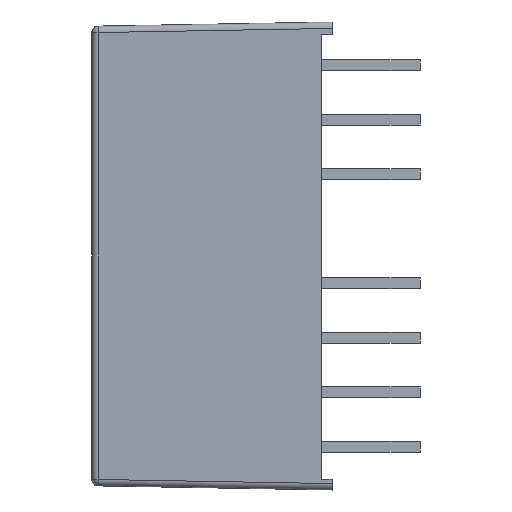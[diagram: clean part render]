
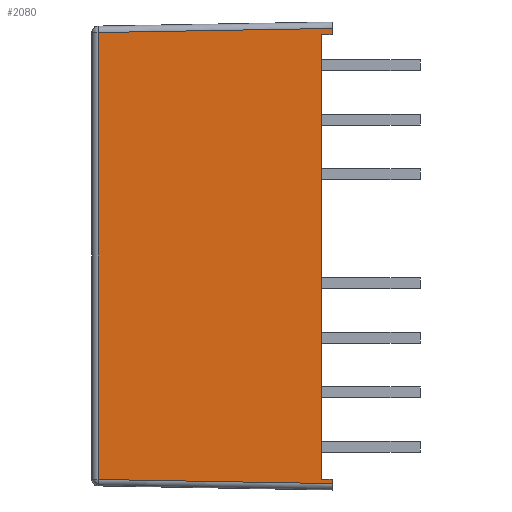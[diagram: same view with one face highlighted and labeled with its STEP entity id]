
A CAD part, left-side view. The second image highlights one B-rep face of the part: STEP entity #2080.
In plain terms, the highlighted planar face has unit normal (-1, 0.018, 0).
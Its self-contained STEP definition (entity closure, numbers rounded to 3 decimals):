
#15 = LINE ( 'NONE', #1338, #2060 ) ;
#98 = LINE ( 'NONE', #672, #1445 ) ;
#107 = CARTESIAN_POINT ( 'NONE',  ( -4.36, 10.905, 10.41 ) ) ;
#108 = VERTEX_POINT ( 'NONE', #1142 ) ;
#119 = VERTEX_POINT ( 'NONE', #1056 ) ;
#154 = DIRECTION ( 'NONE',  ( -0.017, -1., 0. ) ) ;
#172 = VECTOR ( 'NONE', #323, 1000. ) ;
#178 = DIRECTION ( 'NONE',  ( 0., 0., 1. ) ) ;
#190 = DIRECTION ( 'NONE',  ( -0.017, -1., -0.017 ) ) ;
#197 = AXIS2_PLACEMENT_3D ( 'NONE', #2487, #1356, #154 ) ;
#204 = CARTESIAN_POINT ( 'NONE',  ( -4.36, 10.905, -10.41 ) ) ;
#212 = VERTEX_POINT ( 'NONE', #493 ) ;
#275 = ORIENTED_EDGE ( 'NONE', *, *, #2013, .T. ) ;
#285 = CARTESIAN_POINT ( 'NONE',  ( -4.55, 0., -10.9 ) ) ;
#291 = LINE ( 'NONE', #924, #172 ) ;
#300 = CARTESIAN_POINT ( 'NONE',  ( -4.36, 10.905, -10.41 ) ) ;
#323 = DIRECTION ( 'NONE',  ( 0.017, 1., 0. ) ) ;
#330 = EDGE_CURVE ( 'NONE', #741, #119, #2413, .T. ) ;
#364 = LINE ( 'NONE', #1141, #2283 ) ;
#448 = EDGE_CURVE ( 'NONE', #1218, #108, #15, .T. ) ;
#493 = CARTESIAN_POINT ( 'NONE',  ( -4.541, 0.5, 10.3 ) ) ;
#497 = EDGE_LOOP ( 'NONE', ( #2120, #2065, #275, #884, #2043, #1128, #600, #2341 ) ) ;
#512 = VECTOR ( 'NONE', #2469, 1000. ) ;
#600 = ORIENTED_EDGE ( 'NONE', *, *, #1991, .T. ) ;
#618 = EDGE_CURVE ( 'NONE', #1602, #1218, #2355, .T. ) ;
#663 = VERTEX_POINT ( 'NONE', #107 ) ;
#672 = CARTESIAN_POINT ( 'NONE',  ( -4.36, 10.905, -10.9 ) ) ;
#741 = VERTEX_POINT ( 'NONE', #1600 ) ;
#884 = ORIENTED_EDGE ( 'NONE', *, *, #2397, .T. ) ;
#890 = EDGE_CURVE ( 'NONE', #212, #741, #1157, .T. ) ;
#924 = CARTESIAN_POINT ( 'NONE',  ( -4.55, 0., -10.4 ) ) ;
#1056 = CARTESIAN_POINT ( 'NONE',  ( -4.55, 0., 10.6 ) ) ;
#1060 = VECTOR ( 'NONE', #2257, 1000. ) ;
#1128 = ORIENTED_EDGE ( 'NONE', *, *, #448, .T. ) ;
#1141 = CARTESIAN_POINT ( 'NONE',  ( -4.55, 0., 10.6 ) ) ;
#1142 = CARTESIAN_POINT ( 'NONE',  ( -4.55, 0., -10.4 ) ) ;
#1157 = LINE ( 'NONE', #2331, #1060 ) ;
#1218 = VERTEX_POINT ( 'NONE', #1757 ) ;
#1316 = DIRECTION ( 'NONE',  ( 0., 0., 1. ) ) ;
#1338 = CARTESIAN_POINT ( 'NONE',  ( -4.55, 0., -10.9 ) ) ;
#1356 = DIRECTION ( 'NONE',  ( -1., 0.017, 0. ) ) ;
#1379 = VECTOR ( 'NONE', #178, 1000. ) ;
#1445 = VECTOR ( 'NONE', #2233, 1000. ) ;
#1552 = PLANE ( 'NONE',  #197 ) ;
#1600 = CARTESIAN_POINT ( 'NONE',  ( -4.55, 0., 10.3 ) ) ;
#1602 = VERTEX_POINT ( 'NONE', #300 ) ;
#1757 = CARTESIAN_POINT ( 'NONE',  ( -4.55, 0., -10.6 ) ) ;
#1991 = EDGE_CURVE ( 'NONE', #108, #2155, #291, .T. ) ;
#2013 = EDGE_CURVE ( 'NONE', #119, #663, #364, .T. ) ;
#2014 = FACE_OUTER_BOUND ( 'NONE', #497, .T. ) ;
#2043 = ORIENTED_EDGE ( 'NONE', *, *, #618, .T. ) ;
#2060 = VECTOR ( 'NONE', #1316, 1000. ) ;
#2065 = ORIENTED_EDGE ( 'NONE', *, *, #330, .T. ) ;
#2078 = LINE ( 'NONE', #2284, #512 ) ;
#2080 = ADVANCED_FACE ( 'NONE', ( #2014 ), #1552, .T. ) ;
#2100 = DIRECTION ( 'NONE',  ( 0.017, 1., -0.017 ) ) ;
#2120 = ORIENTED_EDGE ( 'NONE', *, *, #890, .T. ) ;
#2155 = VERTEX_POINT ( 'NONE', #2531 ) ;
#2233 = DIRECTION ( 'NONE',  ( 0., 0., -1. ) ) ;
#2257 = DIRECTION ( 'NONE',  ( -0.017, -1., 0. ) ) ;
#2283 = VECTOR ( 'NONE', #2100, 1000. ) ;
#2284 = CARTESIAN_POINT ( 'NONE',  ( -4.541, 0.5, -10.4 ) ) ;
#2325 = VECTOR ( 'NONE', #190, 1000. ) ;
#2331 = CARTESIAN_POINT ( 'NONE',  ( -4.541, 0.5, 10.3 ) ) ;
#2341 = ORIENTED_EDGE ( 'NONE', *, *, #2516, .F. ) ;
#2355 = LINE ( 'NONE', #204, #2325 ) ;
#2397 = EDGE_CURVE ( 'NONE', #663, #1602, #98, .T. ) ;
#2413 = LINE ( 'NONE', #285, #1379 ) ;
#2469 = DIRECTION ( 'NONE',  ( 0., 0., -1. ) ) ;
#2487 = CARTESIAN_POINT ( 'NONE',  ( -4.55, 0., -10.9 ) ) ;
#2516 = EDGE_CURVE ( 'NONE', #212, #2155, #2078, .T. ) ;
#2531 = CARTESIAN_POINT ( 'NONE',  ( -4.541, 0.5, -10.4 ) ) ;
